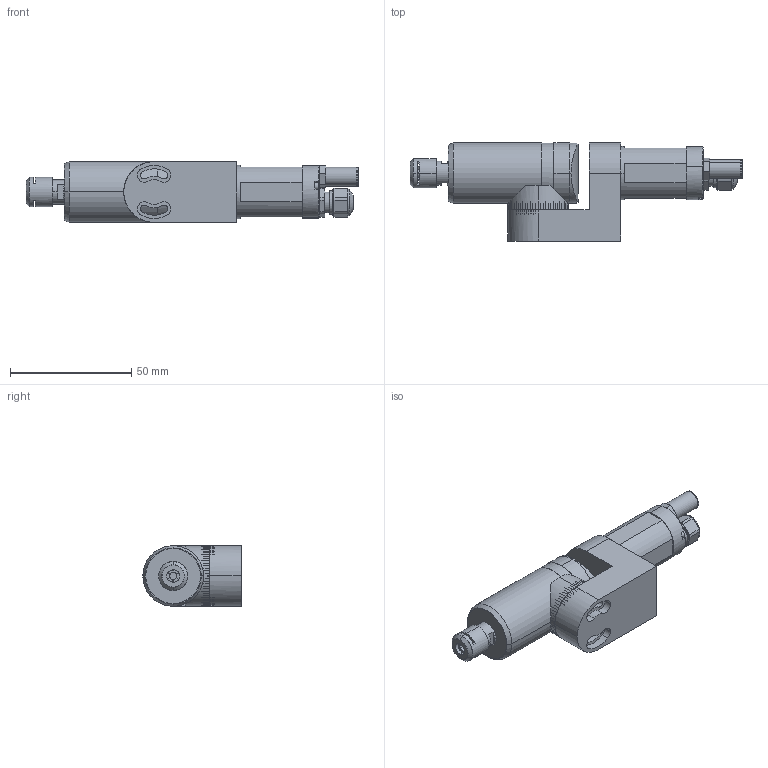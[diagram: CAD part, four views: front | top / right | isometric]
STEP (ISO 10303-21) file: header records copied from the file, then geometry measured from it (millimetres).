
FILE_DESCRIPTION (( 'STEP AP203' ), '1' );
FILE_NAME ('025S060PS-87-.STEP', '2012-04-24T14:04:01', ( 'FM10CAD1' ), ( 'IBAG Switzerland AG' ), 'SwSTEP 2.0', 'SolidWorks 2010', '' );
FILE_SCHEMA (( 'CONFIG_CONTROL_DESIGN' ));
Length unit declared in the file: millimetre
Products named in the file (1): 025S060PS-87-
Bounding box: 136.78 x 40.5 x 25 mm (x, y, z)
Surface area: 19234.2 mm2 (no closed solid volume)
Topology: 0 solids, 22 shells, 280 faces, 1571 edges, 1198 vertices
Faces by surface type: plane 133, cylinder 103, cone 28, torus 16
Entity records: 15899 total; most frequent: CARTESIAN_POINT 3447, DIRECTION 2775, ORIENTED_EDGE 2216, EDGE_CURVE 1565, VERTEX_POINT 1198, AXIS2_PLACEMENT_3D 982, VECTOR 811, LINE 811
